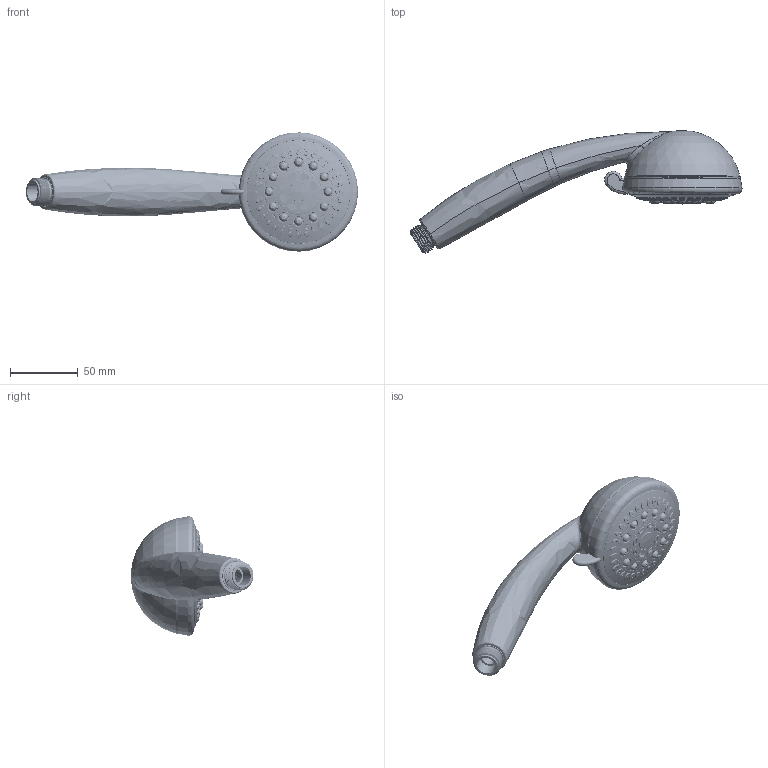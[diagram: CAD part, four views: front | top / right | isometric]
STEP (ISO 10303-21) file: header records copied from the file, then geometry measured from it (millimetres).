
FILE_DESCRIPTION((''),'2;1');
FILE_NAME('ZDOC074CR','2021-11-15T08:29:07',('ut3'),('PAFFONI SpA'),'CREO PARAMETRIC BY PTC INC, 2020044','CREO PARAMETRIC BY PTC INC, 2020044','');
FILE_SCHEMA(('CONFIG_CONTROL_DESIGN','SHAPE_APPEARANCE_LAYERS_GROUPS'));
Length unit declared in the file: millimetre
Products named in the file (1): ZDOC074CR
Bounding box: 245.18 x 90.74 x 88.09 mm (x, y, z)
Volume: 204456.2 mm3; surface area: 129260.4 mm2
Topology: 1 solids, 1 shells, 2975 faces, 8090 edges, 5129 vertices
Faces by surface type: plane 1067, cylinder 816, cone 318, bspline 287, torus 273, sphere 114, extrusion 96, revolution 4
Entity records: 162595 total; most frequent: CARTESIAN_POINT 80557, ORIENTED_EDGE 16164, DIRECTION 14869, EDGE_CURVE 8082, AXIS2_PLACEMENT_3D 5865, VERTEX_POINT 5129, EDGE_LOOP 3403, CIRCLE 3261
